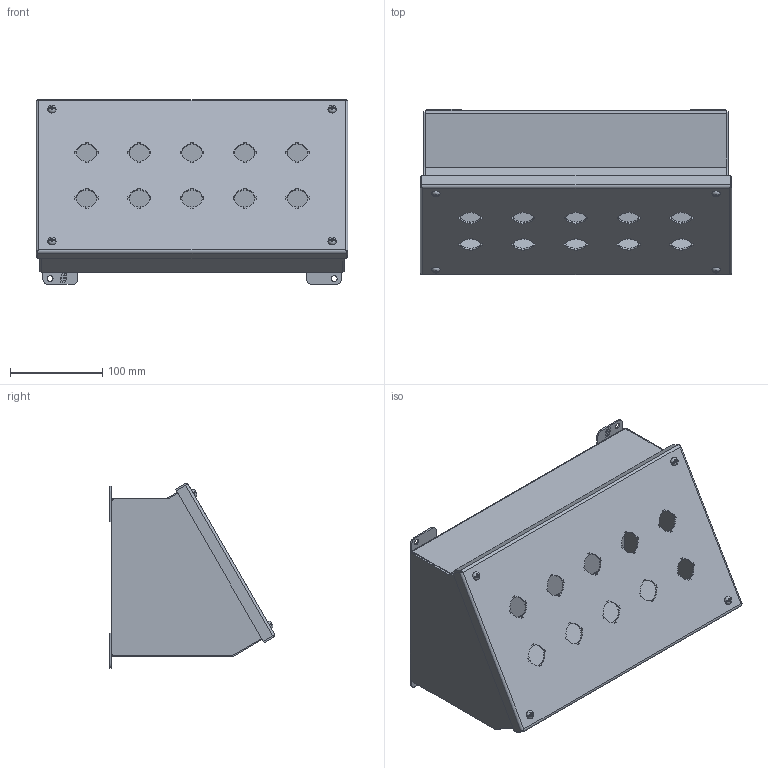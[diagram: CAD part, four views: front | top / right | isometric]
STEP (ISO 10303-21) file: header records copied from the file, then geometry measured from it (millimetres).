
FILE_DESCRIPTION (( 'STEP AP203' ), '1' );
FILE_NAME ('1490MG10_Default.step', '2019-11-12T20:31:43', ( '' ), ( '' ), 'SwSTEP 2.0', 'SolidWorks 2019', '' );
FILE_SCHEMA (( 'CONFIG_CONTROL_DESIGN' ));
Length unit declared in the file: inch
Products named in the file (1): 1490MG10_Default
Bounding box: 338.12 x 179.14 x 200.44 mm (x, y, z)
Volume: 496711.7 mm3; surface area: 557312.4 mm2
Topology: 26 solids, 26 shells, 854 faces, 2265 edges, 1491 vertices
Faces by surface type: plane 603, cylinder 213, cone 22, torus 8, bspline 8
Entity records: 26929 total; most frequent: CARTESIAN_POINT 5340, ORIENTED_EDGE 4526, DIRECTION 4356, EDGE_CURVE 2263, LINE 1670, VECTOR 1670, VERTEX_POINT 1491, AXIS2_PLACEMENT_3D 1343
